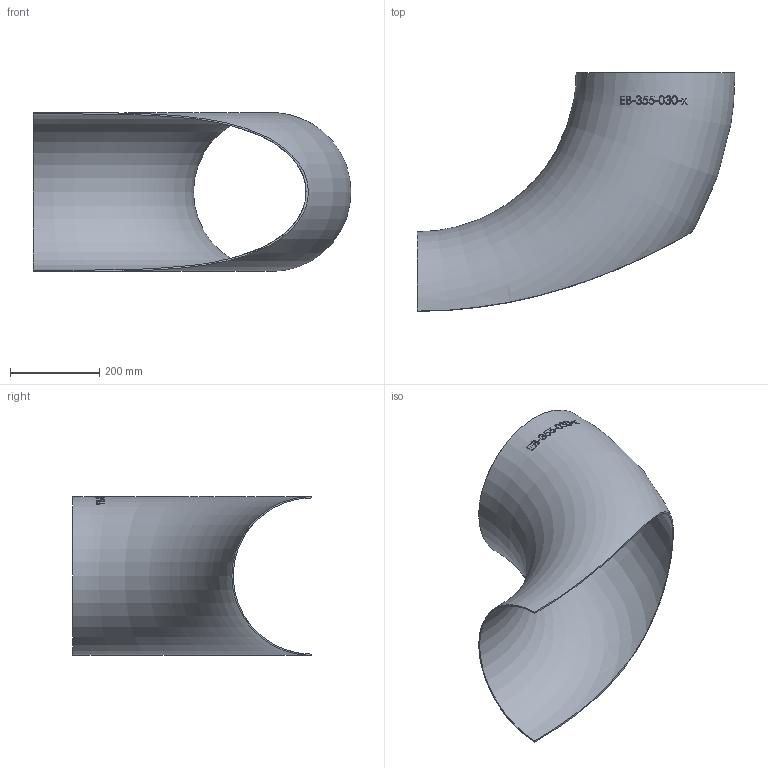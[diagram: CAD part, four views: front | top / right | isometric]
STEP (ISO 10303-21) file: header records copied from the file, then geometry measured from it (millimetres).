
FILE_DESCRIPTION (( 'STEP AP214' ), '1' );
FILE_NAME ('EB-355-030-x Einschweissbogen 1903.STEP', '2019-03-28T13:47:30', ( '' ), ( '' ), 'SwSTEP 2.0', 'SolidWorks 2016', '' );
FILE_SCHEMA (( 'AUTOMOTIVE_DESIGN' ));
Length unit declared in the file: millimetre
Products named in the file (1): EB-355-030-x Einschweissbogen 1903
Bounding box: 711.8 x 534 x 355.7 mm (x, y, z)
Volume: 1886695.6 mm3; surface area: 1270661.9 mm2
Topology: 1 solids, 1 shells, 156 faces, 420 edges, 281 vertices
Faces by surface type: bspline 73, plane 65, torus 18
Entity records: 14001 total; most frequent: CARTESIAN_POINT 9217, ORIENTED_EDGE 832, EDGE_CURVE 416, DIRECTION 312, VERTEX_POINT 279, B_SPLINE_CURVE_WITH_KNOTS 276, EDGE_LOOP 175, FACE_OUTER_BOUND 158
